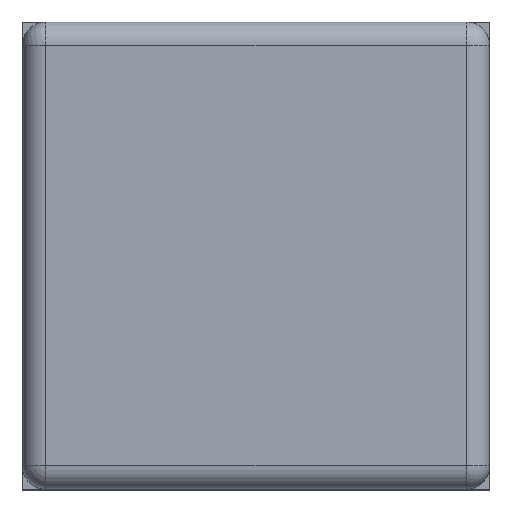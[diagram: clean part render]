
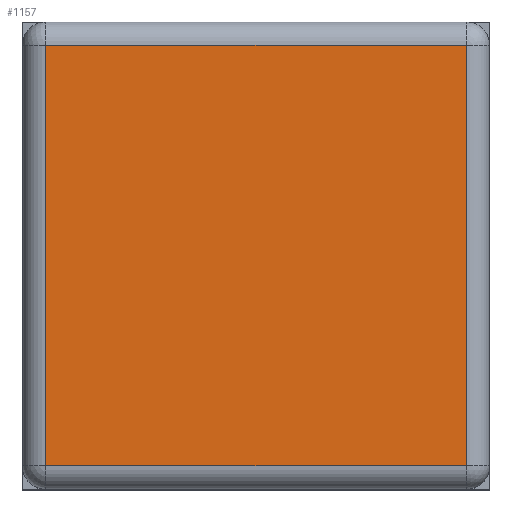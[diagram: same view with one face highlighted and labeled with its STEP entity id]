
A CAD part, top view. The second image highlights one B-rep face of the part: STEP entity #1157.
In plain terms, the highlighted planar face has unit normal (0, 0, 1).
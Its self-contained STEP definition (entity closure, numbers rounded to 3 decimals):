
#171=FACE_OUTER_BOUND('',#245,.T.);
#245=EDGE_LOOP('',(#1017,#1018,#1019,#1020));
#345=LINE('',#2090,#455);
#349=LINE('',#2106,#459);
#351=LINE('',#2109,#461);
#353=LINE('',#2112,#463);
#455=VECTOR('',#1593,10.);
#459=VECTOR('',#1611,10.);
#461=VECTOR('',#1615,10.);
#463=VECTOR('',#1619,10.);
#550=VERTEX_POINT('',#2052);
#555=VERTEX_POINT('',#2065);
#560=VERTEX_POINT('',#2078);
#565=VERTEX_POINT('',#2094);
#707=EDGE_CURVE('',#550,#560,#345,.T.);
#715=EDGE_CURVE('',#560,#565,#349,.T.);
#717=EDGE_CURVE('',#565,#555,#351,.T.);
#719=EDGE_CURVE('',#555,#550,#353,.T.);
#1017=ORIENTED_EDGE('',*,*,#707,.F.);
#1018=ORIENTED_EDGE('',*,*,#719,.F.);
#1019=ORIENTED_EDGE('',*,*,#717,.F.);
#1020=ORIENTED_EDGE('',*,*,#715,.F.);
#1083=PLANE('',#1293);
#1157=ADVANCED_FACE('',(#171),#1083,.T.);
#1293=AXIS2_PLACEMENT_3D('',#2118,#1627,#1628);
#1593=DIRECTION('',(0.,-1.,0.));
#1611=DIRECTION('',(-1.,0.,0.));
#1615=DIRECTION('',(0.,1.,0.));
#1619=DIRECTION('',(1.,0.,0.));
#1627=DIRECTION('center_axis',(0.,0.,1.));
#1628=DIRECTION('ref_axis',(1.,0.,0.));
#2052=CARTESIAN_POINT('',(4.5,4.5,11.));
#2065=CARTESIAN_POINT('',(-4.5,4.5,11.));
#2078=CARTESIAN_POINT('',(4.5,-4.5,11.));
#2090=CARTESIAN_POINT('',(4.5,-2.5,11.));
#2094=CARTESIAN_POINT('',(-4.5,-4.5,11.));
#2106=CARTESIAN_POINT('',(-2.5,-4.5,11.));
#2109=CARTESIAN_POINT('',(-4.5,2.5,11.));
#2112=CARTESIAN_POINT('',(2.5,4.5,11.));
#2118=CARTESIAN_POINT('Origin',(0.,0.,11.));
